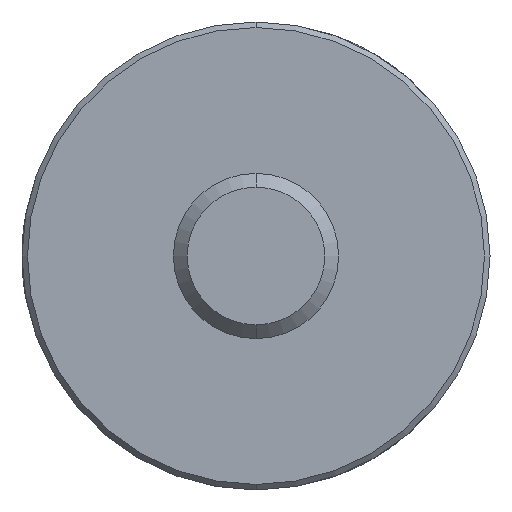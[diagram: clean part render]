
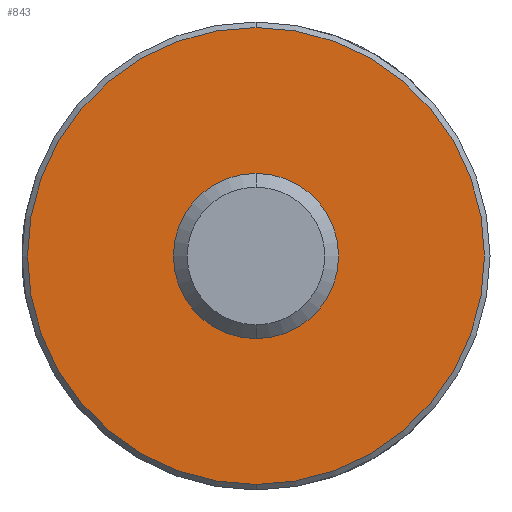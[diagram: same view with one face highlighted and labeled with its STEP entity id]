
A CAD part, left-side view. The second image highlights one B-rep face of the part: STEP entity #843.
In plain terms, the highlighted planar face has unit normal (-1, 0, 0).
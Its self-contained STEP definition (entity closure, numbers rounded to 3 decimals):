
#3 = EDGE_CURVE ( 'NONE', #2174, #2292, #1095, .T. ) ;
#54 = DIRECTION ( 'NONE',  ( 0., 0., -1. ) ) ;
#145 = CIRCLE ( 'NONE', #2328, 8.3 ) ;
#244 = CARTESIAN_POINT ( 'NONE',  ( -5., 0., 3. ) ) ;
#387 = EDGE_CURVE ( 'NONE', #1131, #995, #2534, .T. ) ;
#438 = CARTESIAN_POINT ( 'NONE',  ( -5., 0., 0. ) ) ;
#651 = CARTESIAN_POINT ( 'NONE',  ( -5., 0., 0. ) ) ;
#682 = AXIS2_PLACEMENT_3D ( 'NONE', #1029, #2610, #818 ) ;
#764 = AXIS2_PLACEMENT_3D ( 'NONE', #1810, #1438, #1042 ) ;
#818 = DIRECTION ( 'NONE',  ( 0., 0., -1. ) ) ;
#843 = ADVANCED_FACE ( 'NONE', ( #900, #2048 ), #2091, .F. ) ;
#900 = FACE_OUTER_BOUND ( 'NONE', #961, .T. ) ;
#919 = ORIENTED_EDGE ( 'NONE', *, *, #3, .T. ) ;
#961 = EDGE_LOOP ( 'NONE', ( #2351, #2152 ) ) ;
#986 = CARTESIAN_POINT ( 'NONE',  ( -5., 0., 8.3 ) ) ;
#995 = VERTEX_POINT ( 'NONE', #1823 ) ;
#1001 = AXIS2_PLACEMENT_3D ( 'NONE', #1093, #1109, #1458 ) ;
#1029 = CARTESIAN_POINT ( 'NONE',  ( -5., 0., 0. ) ) ;
#1042 = DIRECTION ( 'NONE',  ( 0., 0., -1. ) ) ;
#1093 = CARTESIAN_POINT ( 'NONE',  ( -5., 0., 0. ) ) ;
#1095 = CIRCLE ( 'NONE', #764, 3. ) ;
#1109 = DIRECTION ( 'NONE',  ( 1., 0., 0. ) ) ;
#1131 = VERTEX_POINT ( 'NONE', #986 ) ;
#1361 = CIRCLE ( 'NONE', #1891, 3. ) ;
#1426 = DIRECTION ( 'NONE',  ( -1., 0., 0. ) ) ;
#1438 = DIRECTION ( 'NONE',  ( 1., 0., 0. ) ) ;
#1458 = DIRECTION ( 'NONE',  ( 0., 0., -1. ) ) ;
#1511 = CARTESIAN_POINT ( 'NONE',  ( -5., 0., -3. ) ) ;
#1682 = EDGE_CURVE ( 'NONE', #995, #1131, #145, .T. ) ;
#1758 = ORIENTED_EDGE ( 'NONE', *, *, #2268, .T. ) ;
#1810 = CARTESIAN_POINT ( 'NONE',  ( -5., 0., 0. ) ) ;
#1823 = CARTESIAN_POINT ( 'NONE',  ( -5., 0., -8.3 ) ) ;
#1891 = AXIS2_PLACEMENT_3D ( 'NONE', #651, #2445, #54 ) ;
#2048 = FACE_BOUND ( 'NONE', #2521, .T. ) ;
#2091 = PLANE ( 'NONE',  #1001 ) ;
#2152 = ORIENTED_EDGE ( 'NONE', *, *, #387, .T. ) ;
#2174 = VERTEX_POINT ( 'NONE', #1511 ) ;
#2210 = DIRECTION ( 'NONE',  ( 0., 0., -1. ) ) ;
#2268 = EDGE_CURVE ( 'NONE', #2292, #2174, #1361, .T. ) ;
#2292 = VERTEX_POINT ( 'NONE', #244 ) ;
#2328 = AXIS2_PLACEMENT_3D ( 'NONE', #438, #1426, #2210 ) ;
#2351 = ORIENTED_EDGE ( 'NONE', *, *, #1682, .T. ) ;
#2445 = DIRECTION ( 'NONE',  ( 1., 0., 0. ) ) ;
#2521 = EDGE_LOOP ( 'NONE', ( #919, #1758 ) ) ;
#2534 = CIRCLE ( 'NONE', #682, 8.3 ) ;
#2610 = DIRECTION ( 'NONE',  ( -1., 0., 0. ) ) ;
